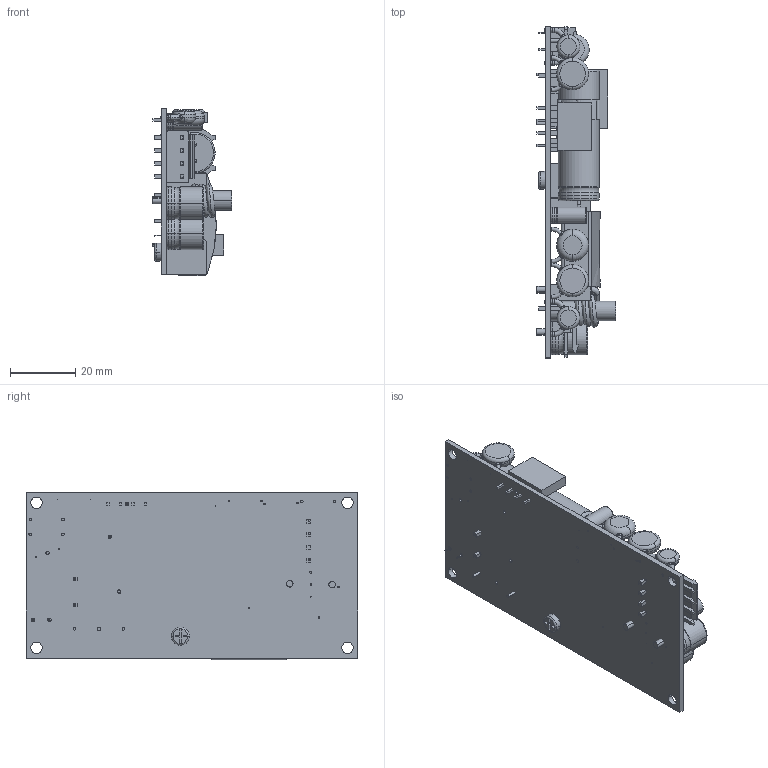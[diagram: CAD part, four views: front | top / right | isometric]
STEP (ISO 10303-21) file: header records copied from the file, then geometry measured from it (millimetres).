
FILE_DESCRIPTION((''),'2;1');
FILE_NAME('MPE-F06_ASM','2023-06-26T',('Annie'),(''),'PRO/ENGINEER BY PARAMETRIC TECHNOLOGY CORPORATION, 2011080','PRO/ENGINEER BY PARAMETRIC TECHNOLOGY CORPORATION, 2011080','');
FILE_SCHEMA(('CONFIG_CONTROL_DESIGN','SHAPE_APPEARANCE_LAYERS_GROUPS'));
Length unit declared in the file: millimetre
Products named in the file (19): 850-F06X; 710-9398-03N2-; 710-9398-04; 310; 250-S447; 201-0210-EP; 890-CWH2-; 240-0110-XW; 360-F063; 410-_AF0; 500-; 790-3138; 320-6D03-02--_AF1; 259-M233-Y11; 205-05X11; 721-9302-; 181-T471-10; 259-M210-Y1; MPE-F06_ASM
Assembly tree (23 placements, depth 2):
  MPE-F06_ASM
    850-F06X
    710-9398-03N2-
    710-9398-04
    310
    250-S447
    201-0210-EP  x2
    890-CWH2-
    240-0110-XW
    360-F063
    410-_AF0
    500-
    790-3138
    320-6D03-02--_AF1
    259-M233-Y11  x3
    205-05X11
    721-9302-
    181-T471-10
    259-M210-Y1  x3
Bounding box: 24.3 x 101.6 x 51.22 mm (x, y, z)
Volume: 36175.7 mm3; surface area: 28444.8 mm2
Topology: 24 solids, 26 shells, 952 faces, 2304 edges, 1441 vertices
Faces by surface type: plane 433, cylinder 284, torus 114, bspline 110, sphere 8, cone 2, extrusion 1
Entity records: 31077 total; most frequent: CARTESIAN_POINT 8205, DIRECTION 4025, ORIENTED_EDGE 3854, EDGE_CURVE 1927, AXIS2_PLACEMENT_3D 1449, VERTEX_POINT 1223, VECTOR 1127, LINE 1126
